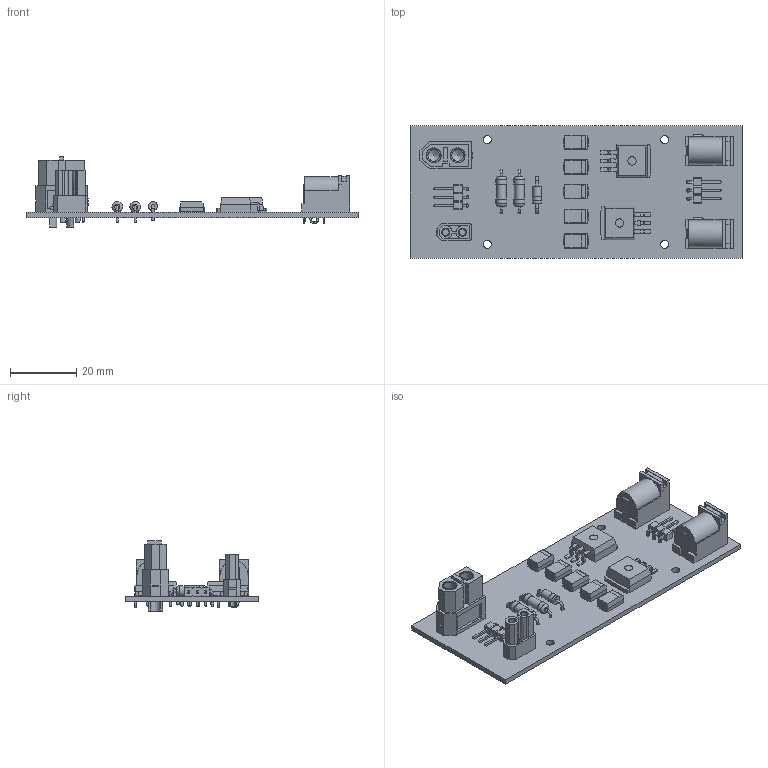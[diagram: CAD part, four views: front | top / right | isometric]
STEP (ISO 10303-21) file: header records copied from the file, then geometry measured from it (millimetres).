
FILE_DESCRIPTION(('KiCad electronic assembly'),'2;1');
FILE_NAME('PowerPCB.step','2022-02-25T16:04:48',('Pcbnew'),('Kicad'), 'Open CASCADE STEP processor 7.6','KiCad to STEP converter','Unknown' );
FILE_SCHEMA(('AUTOMOTIVE_DESIGN { 1 0 10303 214 1 1 1 1 }'));
Length unit declared in the file: millimetre
Products named in the file (18): PowerPCB 1; User Library-PJ-002AH; COMPOUND; D_DO-41_SOD81_P10.16mm_Horizontal; SOLID; CP_EIA-7343-31_Kemet-D; XT30; PinHeader_1x03_P2.54mm_Horizontal; AMASS_XT60-F_1x02_P7.2mm_Vertical; TO-263-3_TabPin2; R_Axial_DIN0309_L9.0mm_D3.2mm_P12.70mm_Horizontal; _autosave-PowerPCB PCB
Assembly tree (25 placements, depth 3):
  PowerPCB 1
    User Library-PJ-002AH  x2
      COMPOUND
    D_DO-41_SOD81_P10.16mm_Horizontal
      SOLID
    CP_EIA-7343-31_Kemet-D  x5
      SOLID
    XT30
      COMPOUND
    PinHeader_1x03_P2.54mm_Horizontal  x2
      SOLID
    AMASS_XT60-F_1x02_P7.2mm_Vertical
      COMPOUND
    TO-263-3_TabPin2  x2
      SOLID
    R_Axial_DIN0309_L9.0mm_D3.2mm_P12.70mm_Horizontal  x2
      SOLID
    _autosave-PowerPCB PCB
Bounding box: 100 x 40 x 21.2 mm (x, y, z)
Volume: 11278.9 mm3; surface area: 16098.6 mm2
Topology: 27 solids, 29 shells, 1081 faces, 2767 edges, 1780 vertices
Faces by surface type: bspline 1031, cylinder 32, plane 18
Full cylindrical faces by diameter (mm): 0.8 x4, 1 x6, 1.1 x2, 2.5 x4, 2.7 x2, 4.5 x2
Entity records: 42198 total; most frequent: CARTESIAN_POINT 19063, B_SPLINE_CURVE_WITH_KNOTS 3680, ORIENTED_EDGE 3100, PCURVE 3100, DEFINITIONAL_REPRESENTATION 3100, EDGE_CURVE 1550, SURFACE_CURVE 1485, VERTEX_POINT 1002
